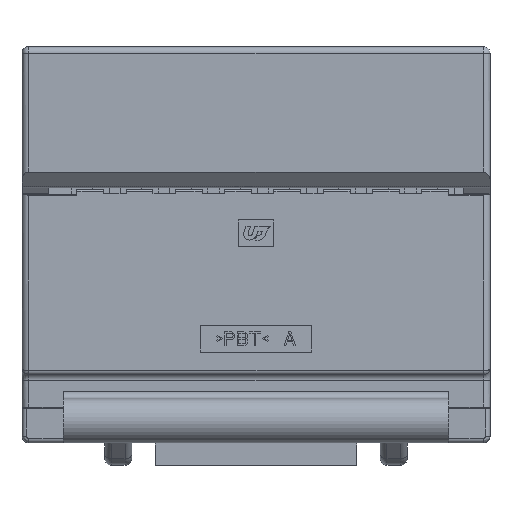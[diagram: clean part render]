
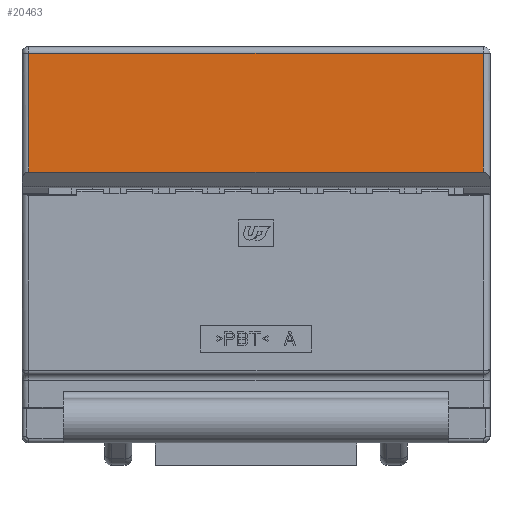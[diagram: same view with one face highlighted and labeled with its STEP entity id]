
A CAD part, front view. The second image highlights one B-rep face of the part: STEP entity #20463.
In plain terms, the highlighted planar face has unit normal (0, -1, 0).
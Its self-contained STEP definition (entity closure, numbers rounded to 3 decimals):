
#4868=DIRECTION('',(0.,0.,-1.));
#4869=VECTOR('',#4868,5.3);
#4870=CARTESIAN_POINT('',(10.15,-2.2,-0.3));
#4871=LINE('',#4870,#4869);
#4872=DIRECTION('',(1.,0.,0.));
#4873=VECTOR('',#4872,20.3);
#4874=CARTESIAN_POINT('',(-10.15,-2.2,-5.6));
#4875=LINE('',#4874,#4873);
#4876=DIRECTION('',(0.,0.,-1.));
#4877=VECTOR('',#4876,5.3);
#4878=CARTESIAN_POINT('',(-10.15,-2.2,-0.3));
#4879=LINE('',#4878,#4877);
#4880=DIRECTION('',(1.,0.,0.));
#4881=VECTOR('',#4880,20.3);
#4882=CARTESIAN_POINT('',(-10.15,-2.2,-0.3));
#4883=LINE('',#4882,#4881);
#4888=CARTESIAN_POINT('',(-10.15,-2.2,-5.6));
#4900=CARTESIAN_POINT('',(10.15,-2.2,-5.6));
#11272=CARTESIAN_POINT('',(-10.15,-2.2,-0.3));
#11273=CARTESIAN_POINT('',(10.15,-2.2,-0.3));
#11274=VERTEX_POINT('',#11272);
#11275=VERTEX_POINT('',#11273);
#11569=VERTEX_POINT('',#4900);
#11570=VERTEX_POINT('',#4888);
#20449=CARTESIAN_POINT('',(-10.45,-2.2,0.));
#20450=DIRECTION('',(0.,-1.,0.));
#20451=DIRECTION('',(1.,0.,0.));
#20452=AXIS2_PLACEMENT_3D('',#20449,#20450,#20451);
#20453=PLANE('',#20452);
#20455=ORIENTED_EDGE('',*,*,#20454,.T.);
#20457=ORIENTED_EDGE('',*,*,#20456,.F.);
#20459=ORIENTED_EDGE('',*,*,#20458,.F.);
#20460=ORIENTED_EDGE('',*,*,#20442,.T.);
#20461=EDGE_LOOP('',(#20455,#20457,#20459,#20460));
#20462=FACE_OUTER_BOUND('',#20461,.F.);
#20463=ADVANCED_FACE('',(#20462),#20453,.T.);
#20442=EDGE_CURVE('',#11274,#11275,#4883,.T.);
#20454=EDGE_CURVE('',#11275,#11569,#4871,.T.);
#20456=EDGE_CURVE('',#11570,#11569,#4875,.T.);
#20458=EDGE_CURVE('',#11274,#11570,#4879,.T.);
